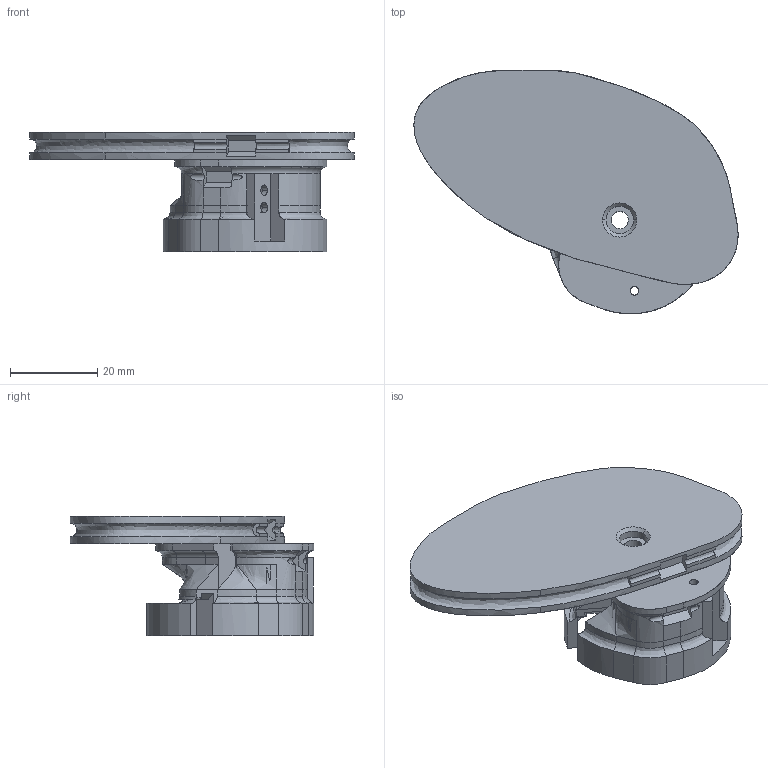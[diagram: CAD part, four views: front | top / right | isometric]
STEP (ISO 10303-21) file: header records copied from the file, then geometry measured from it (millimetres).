
FILE_DESCRIPTION (( 'STEP AP214' ), '1' );
FILE_NAME ('asm-cams.STEP', '2025-11-20T16:24:50', ( '' ), ( '' ), 'SwSTEP 2.0', 'SolidWorks 2025', '' );
FILE_SCHEMA (( 'AUTOMOTIVE_DESIGN' ));
Length unit declared in the file: millimetre
Products named in the file (4): cams-joined^asm-cams; cam-transmission; cam-storage; asm-cams
Assembly tree (3 placements, depth 2):
  asm-cams
    cam-transmission
    cam-storage
    cams-joined^asm-cams
Bounding box: 74.45 x 55.99 x 27.52 mm (x, y, z)
Volume: 57101.5 mm3; surface area: 26436.9 mm2
Topology: 6 solids, 6 shells, 306 faces, 842 edges, 539 vertices
Faces by surface type: plane 133, cylinder 84, bspline 71, cone 8, torus 8, sphere 2
Entity records: 16465 total; most frequent: CARTESIAN_POINT 9120, ORIENTED_EDGE 1676, DIRECTION 1249, EDGE_CURVE 838, VERTEX_POINT 538, LINE 423, VECTOR 423, AXIS2_PLACEMENT_3D 413
